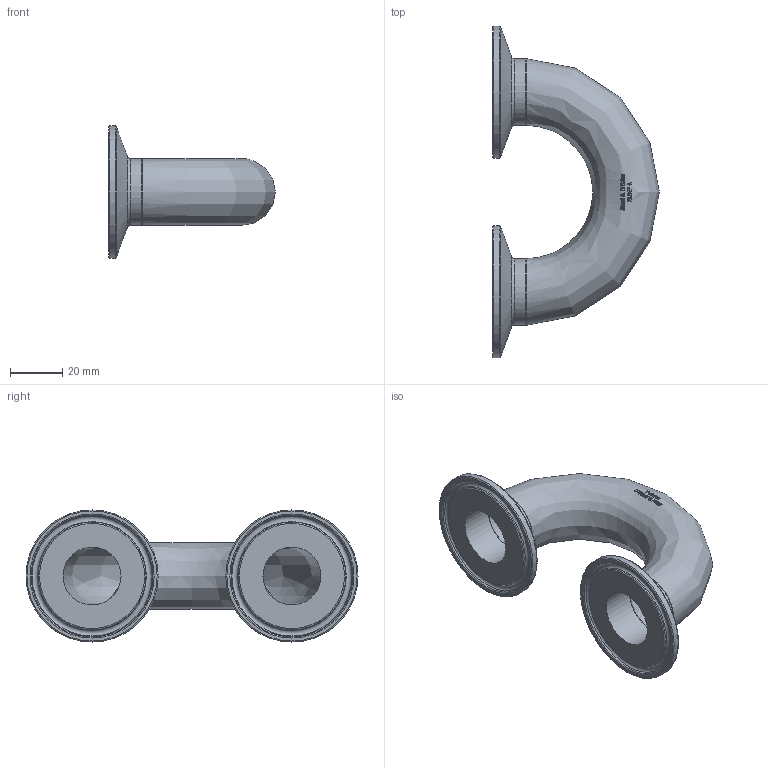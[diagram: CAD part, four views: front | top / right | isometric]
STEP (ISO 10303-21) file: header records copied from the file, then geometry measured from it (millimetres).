
FILE_DESCRIPTION(/* description */ (''),/* implementation_level */ '2;1');
FILE_NAME(/* name */ '2UMP-1.stp',/* time_stamp */ '2020-12-18T17:05:38-05:00',/* author */ ('rick'),/* organization */ (''),/* preprocessor_version */ 'ST-DEVELOPER v18',/* originating_system */ 'Autodesk Inventor 2020',/* authorisation */ '');
FILE_SCHEMA (('AUTOMOTIVE_DESIGN { 1 0 10303 214 3 1 1 }'));
Length unit declared in the file: inch
Products named in the file (1): 2UMP-1
Bounding box: 63.5 x 126.59 x 50.39 mm (x, y, z)
Volume: 31412.8 mm3; surface area: 28197.9 mm2
Topology: 1 solids, 1 shells, 341 faces, 946 edges, 642 vertices
Faces by surface type: bspline 178, plane 135, torus 16, cylinder 6, cone 6
Full cylindrical faces by diameter (mm): 22.098 x2, 25.4 x2, 50.394 x2
Entity records: 15596 total; most frequent: CARTESIAN_POINT 8246, ORIENTED_EDGE 1892, EDGE_CURVE 946, DIRECTION 838, VERTEX_POINT 642, B_SPLINE_CURVE_WITH_KNOTS 548, EDGE_LOOP 378, FACE_OUTER_BOUND 341
